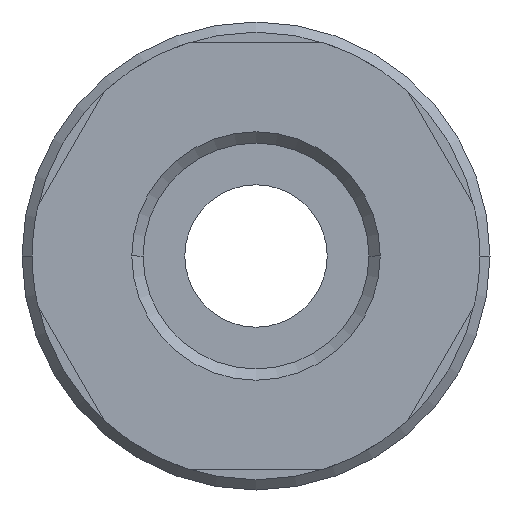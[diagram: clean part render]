
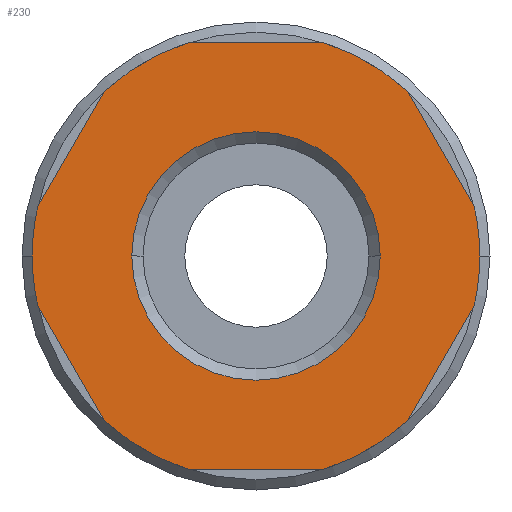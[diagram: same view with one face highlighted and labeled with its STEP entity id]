
A CAD part, front view. The second image highlights one B-rep face of the part: STEP entity #230.
In plain terms, the highlighted planar face has unit normal (0, -1, 0).
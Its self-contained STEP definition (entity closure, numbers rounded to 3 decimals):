
#230=ADVANCED_FACE('',(#487,#488),#489,.T.);
#487=FACE_BOUND('',#762,.T.);
#488=FACE_OUTER_BOUND('',#763,.T.);
#489=PLANE('',#764);
#762=EDGE_LOOP('',(#1350,#1351));
#763=EDGE_LOOP('',(#1352,#1353,#1354,#1355,#1356,#1357,#1358,#1359,#1360,#1361,#1362,#1363,#1364,#1365));
#764=AXIS2_PLACEMENT_3D('',#1366,#1367,#1368);
#1350=ORIENTED_EDGE('',*,*,#1798,.T.);
#1351=ORIENTED_EDGE('',*,*,#1605,.T.);
#1352=ORIENTED_EDGE('',*,*,#1775,.T.);
#1353=ORIENTED_EDGE('',*,*,#1574,.F.);
#1354=ORIENTED_EDGE('',*,*,#1799,.T.);
#1355=ORIENTED_EDGE('',*,*,#1619,.F.);
#1356=ORIENTED_EDGE('',*,*,#1789,.T.);
#1357=ORIENTED_EDGE('',*,*,#1666,.F.);
#1358=ORIENTED_EDGE('',*,*,#1670,.F.);
#1359=ORIENTED_EDGE('',*,*,#1717,.T.);
#1360=ORIENTED_EDGE('',*,*,#1709,.F.);
#1361=ORIENTED_EDGE('',*,*,#1800,.T.);
#1362=ORIENTED_EDGE('',*,*,#1801,.F.);
#1363=ORIENTED_EDGE('',*,*,#1681,.T.);
#1364=ORIENTED_EDGE('',*,*,#1745,.F.);
#1365=ORIENTED_EDGE('',*,*,#1735,.F.);
#1366=CARTESIAN_POINT('',(5.5,0.0,0.0));
#1367=DIRECTION('',(-0.0,-1.0,-0.0));
#1368=DIRECTION('',(-1.0,0.0,0.0));
#1574=EDGE_CURVE('',#1856,#1851,#1858,.T.);
#1605=EDGE_CURVE('',#1908,#1911,#1913,.T.);
#1619=EDGE_CURVE('',#1935,#1933,#1937,.T.);
#1666=EDGE_CURVE('',#2008,#2010,#2011,.T.);
#1670=EDGE_CURVE('',#2014,#2008,#2016,.T.);
#1681=EDGE_CURVE('',#2033,#2031,#2034,.T.);
#1709=EDGE_CURVE('',#2073,#2071,#2075,.T.);
#1717=EDGE_CURVE('',#2014,#2071,#2085,.T.);
#1735=EDGE_CURVE('',#2109,#2107,#2111,.T.);
#1745=EDGE_CURVE('',#2107,#2031,#2125,.T.);
#1775=EDGE_CURVE('',#2109,#1851,#2159,.T.);
#1789=EDGE_CURVE('',#1935,#2010,#2174,.T.);
#1798=EDGE_CURVE('',#1911,#1908,#2183,.T.);
#1799=EDGE_CURVE('',#1856,#1933,#2184,.T.);
#1800=EDGE_CURVE('',#2073,#2185,#2186,.T.);
#1801=EDGE_CURVE('',#2033,#2185,#2187,.T.);
#1851=VERTEX_POINT('',#2261);
#1856=VERTEX_POINT('',#2267);
#1858=CIRCLE('',#2270,11.0);
#1908=VERTEX_POINT('',#2328);
#1911=VERTEX_POINT('',#2332);
#1913=CIRCLE('',#2335,6.105);
#1933=VERTEX_POINT('',#2359);
#1935=VERTEX_POINT('',#2362);
#1937=CIRCLE('',#2365,11.0);
#2008=VERTEX_POINT('',#2509);
#2010=VERTEX_POINT('',#2512);
#2011=CIRCLE('',#2513,11.0);
#2014=VERTEX_POINT('',#2517);
#2016=CIRCLE('',#2520,11.0);
#2031=VERTEX_POINT('',#2559);
#2033=VERTEX_POINT('',#2562);
#2034=LINE('',#2563,#2564);
#2071=VERTEX_POINT('',#2665);
#2073=VERTEX_POINT('',#2668);
#2075=CIRCLE('',#2671,11.0);
#2085=LINE('',#2694,#2695);
#2107=VERTEX_POINT('',#2730);
#2109=VERTEX_POINT('',#2733);
#2111=CIRCLE('',#2736,11.0);
#2125=CIRCLE('',#2754,11.0);
#2159=LINE('',#2814,#2815);
#2174=LINE('',#2887,#2888);
#2183=CIRCLE('',#2901,6.105);
#2184=LINE('',#2902,#2903);
#2185=VERTEX_POINT('',#2904);
#2186=LINE('',#2905,#2906);
#2187=CIRCLE('',#2907,11.0);
#2261=CARTESIAN_POINT('',(-7.454,0.0,-8.089));
#2267=CARTESIAN_POINT('',(-3.279,0.0,-10.5));
#2270=AXIS2_PLACEMENT_3D('',#2961,#2962,#2963);
#2328=CARTESIAN_POINT('',(6.105,0.0,0.));
#2332=CARTESIAN_POINT('',(-6.105,0.0,0.));
#2335=AXIS2_PLACEMENT_3D('',#3022,#3023,#3024);
#2359=CARTESIAN_POINT('',(3.279,0.0,-10.5));
#2362=CARTESIAN_POINT('',(7.454,0.0,-8.089));
#2365=AXIS2_PLACEMENT_3D('',#3043,#3044,#3045);
#2509=CARTESIAN_POINT('',(11.0,0.0,0.));
#2512=CARTESIAN_POINT('',(10.733,0.0,-2.411));
#2513=AXIS2_PLACEMENT_3D('',#3120,#3121,#3122);
#2517=CARTESIAN_POINT('',(10.733,0.0,2.411));
#2520=AXIS2_PLACEMENT_3D('',#3125,#3126,#3127);
#2559=CARTESIAN_POINT('',(-10.733,0.0,2.411));
#2562=CARTESIAN_POINT('',(-7.454,0.0,8.089));
#2563=CARTESIAN_POINT('',(-8.406,0.0,6.441));
#2564=VECTOR('',#3137,1.0);
#2665=CARTESIAN_POINT('',(7.454,0.0,8.089));
#2668=CARTESIAN_POINT('',(3.279,0.0,10.5));
#2671=AXIS2_PLACEMENT_3D('',#3161,#3162,#3163);
#2694=CARTESIAN_POINT('',(9.781,0.0,4.059));
#2695=VECTOR('',#3169,1.0);
#2730=CARTESIAN_POINT('',(-11.0,0.0,0.));
#2733=CARTESIAN_POINT('',(-10.733,0.0,-2.411));
#2736=AXIS2_PLACEMENT_3D('',#3195,#3196,#3197);
#2754=AXIS2_PLACEMENT_3D('',#3208,#3209,#3210);
#2814=CARTESIAN_POINT('',(-8.406,0.0,-6.441));
#2815=VECTOR('',#3257,1.0);
#2887=CARTESIAN_POINT('',(9.781,0.0,-4.059));
#2888=VECTOR('',#3260,1.0);
#2901=AXIS2_PLACEMENT_3D('',#3265,#3266,#3267);
#2902=CARTESIAN_POINT('',(2.75,0.0,-10.5));
#2903=VECTOR('',#3268,1.0);
#2904=CARTESIAN_POINT('',(-3.279,0.0,10.5));
#2905=CARTESIAN_POINT('',(2.75,0.0,10.5));
#2906=VECTOR('',#3269,1.0);
#2907=AXIS2_PLACEMENT_3D('',#3270,#3271,#3272);
#2961=CARTESIAN_POINT('',(0.0,0.0,0.0));
#2962=DIRECTION('',(-0.0,1.0,0.0));
#2963=DIRECTION('',(1.0,0.0,0.0));
#3022=CARTESIAN_POINT('',(0.0,0.0,0.0));
#3023=DIRECTION('',(-0.0,1.0,0.0));
#3024=DIRECTION('',(1.0,0.0,0.0));
#3043=CARTESIAN_POINT('',(0.0,0.0,0.0));
#3044=DIRECTION('',(-0.0,1.0,0.0));
#3045=DIRECTION('',(1.0,0.0,0.0));
#3120=CARTESIAN_POINT('',(0.0,0.0,0.0));
#3121=DIRECTION('',(-0.0,1.0,0.0));
#3122=DIRECTION('',(1.0,0.0,0.0));
#3125=CARTESIAN_POINT('',(0.0,0.0,0.0));
#3126=DIRECTION('',(-0.0,1.0,0.0));
#3127=DIRECTION('',(1.0,0.0,0.0));
#3137=DIRECTION('',(-0.5,0.0,-0.866));
#3161=CARTESIAN_POINT('',(0.0,0.0,0.0));
#3162=DIRECTION('',(-0.0,1.0,0.0));
#3163=DIRECTION('',(1.0,0.0,0.0));
#3169=DIRECTION('',(-0.5,0.0,0.866));
#3195=CARTESIAN_POINT('',(0.0,0.0,0.0));
#3196=DIRECTION('',(-0.0,1.0,0.0));
#3197=DIRECTION('',(1.0,0.0,0.0));
#3208=CARTESIAN_POINT('',(0.0,0.0,0.0));
#3209=DIRECTION('',(-0.0,1.0,0.0));
#3210=DIRECTION('',(1.0,0.0,0.0));
#3257=DIRECTION('',(0.5,0.0,-0.866));
#3260=DIRECTION('',(0.5,-0.0,0.866));
#3265=CARTESIAN_POINT('',(0.0,0.0,0.0));
#3266=DIRECTION('',(-0.0,1.0,0.0));
#3267=DIRECTION('',(1.0,0.0,0.0));
#3268=DIRECTION('',(1.0,-0.0,0.0));
#3269=DIRECTION('',(-1.0,0.0,0.));
#3270=CARTESIAN_POINT('',(0.0,0.0,0.0));
#3271=DIRECTION('',(-0.0,1.0,0.0));
#3272=DIRECTION('',(1.0,0.0,0.0));
